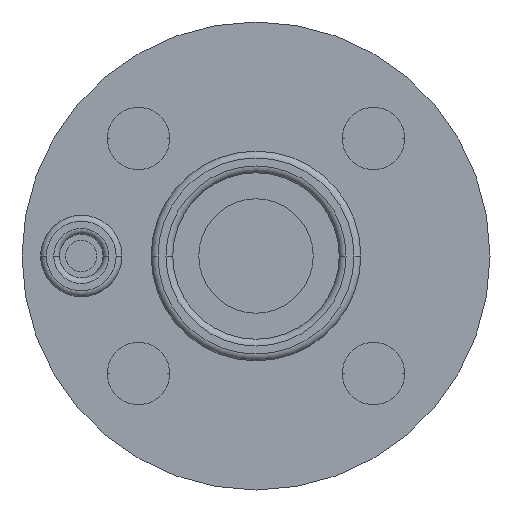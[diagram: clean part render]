
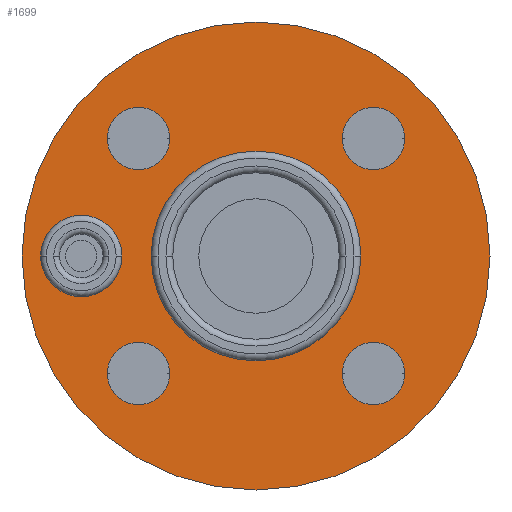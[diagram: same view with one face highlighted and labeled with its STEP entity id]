
A CAD part, front view. The second image highlights one B-rep face of the part: STEP entity #1699.
In plain terms, the highlighted planar face has unit normal (0, -1, 0).
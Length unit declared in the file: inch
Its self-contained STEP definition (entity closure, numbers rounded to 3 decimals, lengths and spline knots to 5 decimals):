
#226=CARTESIAN_POINT('',(0.44488,0.,0.44488));
#227=DIRECTION('',(0.,-1.,0.));
#228=DIRECTION('',(-1.,0.,0.));
#229=AXIS2_PLACEMENT_3D('',#226,#227,#228);
#234=CARTESIAN_POINT('',(0.44488,0.,0.44488));
#235=DIRECTION('',(0.,-1.,0.));
#236=DIRECTION('',(1.,0.,0.));
#237=AXIS2_PLACEMENT_3D('',#234,#235,#236);
#242=CARTESIAN_POINT('',(-0.44488,0.,0.44488));
#243=DIRECTION('',(0.,-1.,0.));
#244=DIRECTION('',(-1.,0.,0.));
#245=AXIS2_PLACEMENT_3D('',#242,#243,#244);
#250=CARTESIAN_POINT('',(-0.44488,0.,0.44488));
#251=DIRECTION('',(0.,-1.,0.));
#252=DIRECTION('',(1.,0.,0.));
#253=AXIS2_PLACEMENT_3D('',#250,#251,#252);
#258=CARTESIAN_POINT('',(0.44488,0.,-0.44488));
#259=DIRECTION('',(0.,-1.,0.));
#260=DIRECTION('',(-1.,0.,0.));
#261=AXIS2_PLACEMENT_3D('',#258,#259,#260);
#266=CARTESIAN_POINT('',(0.44488,0.,-0.44488));
#267=DIRECTION('',(0.,-1.,0.));
#268=DIRECTION('',(1.,0.,0.));
#269=AXIS2_PLACEMENT_3D('',#266,#267,#268);
#274=CARTESIAN_POINT('',(-0.44488,0.,-0.44488));
#275=DIRECTION('',(0.,-1.,0.));
#276=DIRECTION('',(-1.,0.,0.));
#277=AXIS2_PLACEMENT_3D('',#274,#275,#276);
#282=CARTESIAN_POINT('',(-0.44488,0.,-0.44488));
#283=DIRECTION('',(0.,-1.,0.));
#284=DIRECTION('',(1.,0.,0.));
#285=AXIS2_PLACEMENT_3D('',#282,#283,#284);
#306=CARTESIAN_POINT('',(-0.66142,0.,0.));
#307=DIRECTION('',(0.,1.,0.));
#308=DIRECTION('',(1.,0.,0.));
#309=AXIS2_PLACEMENT_3D('',#306,#307,#308);
#314=CARTESIAN_POINT('',(-0.66142,0.,0.));
#315=DIRECTION('',(0.,1.,0.));
#316=DIRECTION('',(-1.,0.,0.));
#317=AXIS2_PLACEMENT_3D('',#314,#315,#316);
#322=CARTESIAN_POINT('',(0.,0.,0.));
#323=DIRECTION('',(0.,1.,0.));
#324=DIRECTION('',(-1.,0.,0.));
#325=AXIS2_PLACEMENT_3D('',#322,#323,#324);
#330=CARTESIAN_POINT('',(0.,0.,0.));
#331=DIRECTION('',(0.,1.,0.));
#332=DIRECTION('',(1.,0.,0.));
#333=AXIS2_PLACEMENT_3D('',#330,#331,#332);
#354=CARTESIAN_POINT('',(0.,0.,0.));
#355=DIRECTION('',(0.,1.,0.));
#356=DIRECTION('',(1.,0.,0.));
#357=AXIS2_PLACEMENT_3D('',#354,#355,#356);
#369=CARTESIAN_POINT('',(0.,0.,0.));
#370=DIRECTION('',(0.,-1.,0.));
#371=DIRECTION('',(1.,0.,0.));
#372=AXIS2_PLACEMENT_3D('',#369,#370,#371);
#1412=CARTESIAN_POINT('',(0.88583,0.,0.));
#1414=VERTEX_POINT('',#1412);
#1438=CARTESIAN_POINT('',(-0.88583,0.,0.));
#1440=VERTEX_POINT('',#1438);
#1478=CARTESIAN_POINT('',(0.32677,0.,0.44488));
#1479=CARTESIAN_POINT('',(0.56299,0.,0.44488));
#1480=VERTEX_POINT('',#1478);
#1481=VERTEX_POINT('',#1479);
#1492=CARTESIAN_POINT('',(-0.56299,0.,0.44488));
#1493=VERTEX_POINT('',#1492);
#1494=CARTESIAN_POINT('',(-0.32677,0.,0.44488));
#1495=VERTEX_POINT('',#1494);
#1506=CARTESIAN_POINT('',(0.32677,0.,-0.44488));
#1507=VERTEX_POINT('',#1506);
#1508=CARTESIAN_POINT('',(0.56299,0.,-0.44488));
#1509=VERTEX_POINT('',#1508);
#1520=CARTESIAN_POINT('',(-0.56299,0.,-0.44488));
#1521=VERTEX_POINT('',#1520);
#1522=CARTESIAN_POINT('',(-0.32677,0.,-0.44488));
#1523=VERTEX_POINT('',#1522);
#1536=CARTESIAN_POINT('',(-0.52953,0.,0.));
#1537=CARTESIAN_POINT('',(-0.79331,0.,0.));
#1538=VERTEX_POINT('',#1536);
#1539=VERTEX_POINT('',#1537);
#1560=CARTESIAN_POINT('',(-0.37096,0.,0.));
#1561=CARTESIAN_POINT('',(0.37096,0.,0.));
#1562=VERTEX_POINT('',#1560);
#1563=VERTEX_POINT('',#1561);
#1652=CARTESIAN_POINT('',(0.,0.,0.));
#1653=DIRECTION('',(0.,1.,0.));
#1654=DIRECTION('',(1.,0.,0.));
#1655=AXIS2_PLACEMENT_3D('',#1652,#1653,#1654);
#1656=PLANE('',#1655);
#1658=ORIENTED_EDGE('',*,*,#1657,.T.);
#1660=ORIENTED_EDGE('',*,*,#1659,.F.);
#1661=EDGE_LOOP('',(#1658,#1660));
#1662=FACE_OUTER_BOUND('',#1661,.F.);
#1664=ORIENTED_EDGE('',*,*,#1663,.T.);
#1666=ORIENTED_EDGE('',*,*,#1665,.T.);
#1667=EDGE_LOOP('',(#1664,#1666));
#1668=FACE_BOUND('',#1667,.F.);
#1670=ORIENTED_EDGE('',*,*,#1669,.T.);
#1672=ORIENTED_EDGE('',*,*,#1671,.T.);
#1673=EDGE_LOOP('',(#1670,#1672));
#1674=FACE_BOUND('',#1673,.F.);
#1676=ORIENTED_EDGE('',*,*,#1675,.T.);
#1678=ORIENTED_EDGE('',*,*,#1677,.T.);
#1679=EDGE_LOOP('',(#1676,#1678));
#1680=FACE_BOUND('',#1679,.F.);
#1682=ORIENTED_EDGE('',*,*,#1681,.T.);
#1684=ORIENTED_EDGE('',*,*,#1683,.T.);
#1685=EDGE_LOOP('',(#1682,#1684));
#1686=FACE_BOUND('',#1685,.F.);
#1688=ORIENTED_EDGE('',*,*,#1687,.F.);
#1690=ORIENTED_EDGE('',*,*,#1689,.F.);
#1691=EDGE_LOOP('',(#1688,#1690));
#1692=FACE_BOUND('',#1691,.F.);
#1694=ORIENTED_EDGE('',*,*,#1693,.F.);
#1696=ORIENTED_EDGE('',*,*,#1695,.F.);
#1697=EDGE_LOOP('',(#1694,#1696));
#1698=FACE_BOUND('',#1697,.F.);
#230=CIRCLE('',#229,0.11811);
#238=CIRCLE('',#237,0.11811);
#246=CIRCLE('',#245,0.11811);
#254=CIRCLE('',#253,0.11811);
#262=CIRCLE('',#261,0.11811);
#270=CIRCLE('',#269,0.11811);
#278=CIRCLE('',#277,0.11811);
#286=CIRCLE('',#285,0.11811);
#310=CIRCLE('',#309,0.13189);
#318=CIRCLE('',#317,0.13189);
#326=CIRCLE('',#325,0.37096);
#334=CIRCLE('',#333,0.37096);
#358=CIRCLE('',#357,0.88583);
#373=CIRCLE('',#372,0.88583);
#1657=EDGE_CURVE('',#1414,#1440,#358,.T.);
#1659=EDGE_CURVE('',#1414,#1440,#373,.T.);
#1663=EDGE_CURVE('',#1480,#1481,#230,.T.);
#1665=EDGE_CURVE('',#1481,#1480,#238,.T.);
#1669=EDGE_CURVE('',#1493,#1495,#246,.T.);
#1671=EDGE_CURVE('',#1495,#1493,#254,.T.);
#1675=EDGE_CURVE('',#1507,#1509,#262,.T.);
#1677=EDGE_CURVE('',#1509,#1507,#270,.T.);
#1681=EDGE_CURVE('',#1521,#1523,#278,.T.);
#1683=EDGE_CURVE('',#1523,#1521,#286,.T.);
#1687=EDGE_CURVE('',#1538,#1539,#310,.T.);
#1689=EDGE_CURVE('',#1539,#1538,#318,.T.);
#1693=EDGE_CURVE('',#1562,#1563,#326,.T.);
#1695=EDGE_CURVE('',#1563,#1562,#334,.T.);
#1699=ADVANCED_FACE('',(#1662,#1668,#1674,#1680,#1686,#1692,#1698),#1656,.F.);
